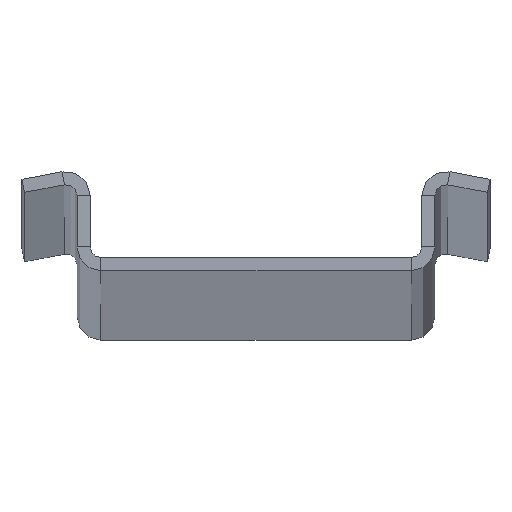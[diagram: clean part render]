
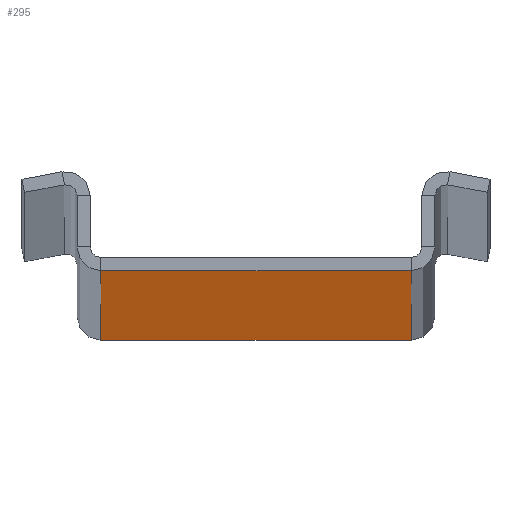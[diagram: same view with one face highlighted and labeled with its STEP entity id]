
A CAD part, top view. The second image highlights one B-rep face of the part: STEP entity #295.
In plain terms, the highlighted planar face has unit normal (0, -1, 0).
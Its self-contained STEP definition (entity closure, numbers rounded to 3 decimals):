
#50 = DIRECTION ( 'NONE',  ( 0., 1., 0. ) ) ;
#83 = VECTOR ( 'NONE', #225, 1000. ) ;
#93 = VERTEX_POINT ( 'NONE', #294 ) ;
#114 = ORIENTED_EDGE ( 'NONE', *, *, #931, .T. ) ;
#149 = DIRECTION ( 'NONE',  ( 1., 0., 0. ) ) ;
#221 = CARTESIAN_POINT ( 'NONE',  ( 11.7, -1., 3000. ) ) ;
#225 = DIRECTION ( 'NONE',  ( 0., 0., -1. ) ) ;
#226 = LINE ( 'NONE', #315, #238 ) ;
#238 = VECTOR ( 'NONE', #528, 1000. ) ;
#255 = ORIENTED_EDGE ( 'NONE', *, *, #713, .F. ) ;
#294 = CARTESIAN_POINT ( 'NONE',  ( -11.7, -1., 3000. ) ) ;
#295 = ADVANCED_FACE ( 'NONE', ( #515 ), #353, .F. ) ;
#303 = LINE ( 'NONE', #898, #83 ) ;
#315 = CARTESIAN_POINT ( 'NONE',  ( -11.7, -1., 3000. ) ) ;
#329 = ORIENTED_EDGE ( 'NONE', *, *, #452, .T. ) ;
#353 = PLANE ( 'NONE',  #693 ) ;
#410 = VERTEX_POINT ( 'NONE', #221 ) ;
#420 = VERTEX_POINT ( 'NONE', #539 ) ;
#452 = EDGE_CURVE ( 'NONE', #93, #420, #226, .T. ) ;
#470 = DIRECTION ( 'NONE',  ( 1., 0., 0. ) ) ;
#485 = CARTESIAN_POINT ( 'NONE',  ( 11.7, -1., 0. ) ) ;
#496 = VERTEX_POINT ( 'NONE', #485 ) ;
#515 = FACE_OUTER_BOUND ( 'NONE', #954, .T. ) ;
#528 = DIRECTION ( 'NONE',  ( 0., 0., -1. ) ) ;
#539 = CARTESIAN_POINT ( 'NONE',  ( -11.7, -1., 0. ) ) ;
#542 = ORIENTED_EDGE ( 'NONE', *, *, #816, .F. ) ;
#669 = LINE ( 'NONE', #884, #970 ) ;
#693 = AXIS2_PLACEMENT_3D ( 'NONE', #959, #50, #804 ) ;
#713 = EDGE_CURVE ( 'NONE', #93, #410, #669, .T. ) ;
#765 = CARTESIAN_POINT ( 'NONE',  ( -12.5, -1., 0. ) ) ;
#804 = DIRECTION ( 'NONE',  ( 0., 0., 1. ) ) ;
#816 = EDGE_CURVE ( 'NONE', #410, #496, #303, .T. ) ;
#874 = VECTOR ( 'NONE', #470, 1000. ) ;
#884 = CARTESIAN_POINT ( 'NONE',  ( -12.5, -1., 3000. ) ) ;
#898 = CARTESIAN_POINT ( 'NONE',  ( 11.7, -1., 3000. ) ) ;
#931 = EDGE_CURVE ( 'NONE', #420, #496, #986, .T. ) ;
#954 = EDGE_LOOP ( 'NONE', ( #114, #542, #255, #329 ) ) ;
#959 = CARTESIAN_POINT ( 'NONE',  ( -12.5, -1., 3000. ) ) ;
#970 = VECTOR ( 'NONE', #149, 1000. ) ;
#986 = LINE ( 'NONE', #765, #874 ) ;
